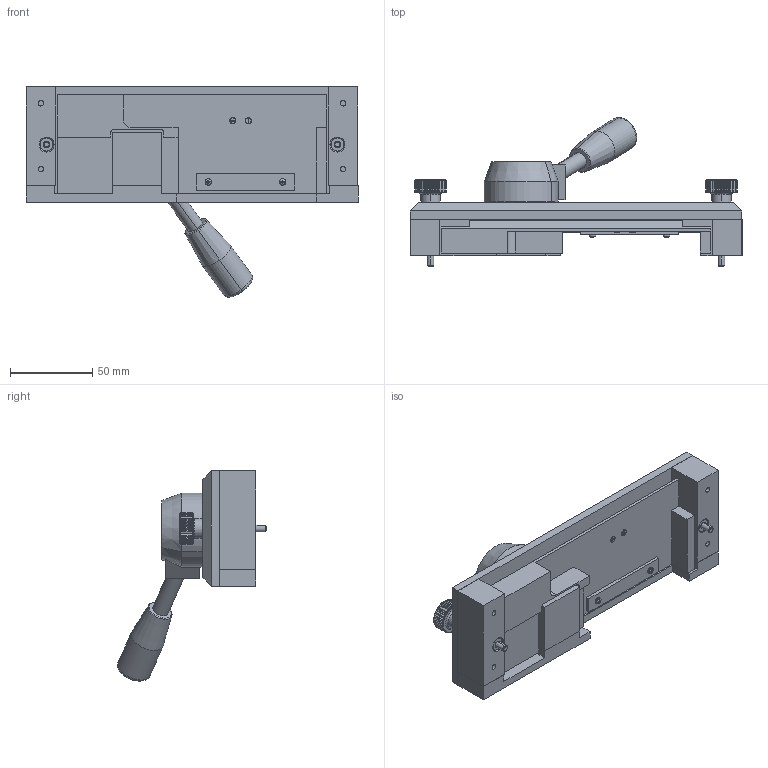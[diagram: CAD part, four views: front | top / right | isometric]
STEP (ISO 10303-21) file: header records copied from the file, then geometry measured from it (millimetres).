
FILE_DESCRIPTION (( 'STEP AP214' ), '1' );
FILE_NAME ('12306~2.STEP', '2017-12-13T09:48:12', ( '' ), ( '' ), 'SwSTEP 2.0', 'SolidWorks 2016', '' );
FILE_SCHEMA (( 'AUTOMOTIVE_DESIGN' ));
Length unit declared in the file: millimetre
Products named in the file (17): 2971~0; 2682~0; 4214~0; 11279~1; 1612~0; 3485~0; 4895~2_KUNDE<Default>; 4902~4_KUNDE<Default>; 4896~0_<Default>; 2788~3; 18442~0_KUNDE<Default>; 18443~1_KUNDE<Default>; 3426~0_S; 12306~2; 12342~0; 17196~0_S; 18304~0
Assembly tree (21 placements, depth 2):
  12306~2
    18443~1_KUNDE<Default>
    4895~2_KUNDE<Default>
    4896~0_<Default>  x2
    18442~0_KUNDE<Default>
    2788~3  x2
    4902~4_KUNDE<Default>
    18304~0
    17196~0_S
    4214~0
    12342~0
    1612~0
    3485~0
    11279~1  x2
    3426~0_S  x2
    2971~0  x2
    2682~0
Bounding box: 201.5 x 90.31 x 127.65 mm (x, y, z)
Volume: 361508.3 mm3; surface area: 109213.6 mm2
Topology: 21 solids, 21 shells, 967 faces, 2503 edges, 1615 vertices
Faces by surface type: plane 518, cylinder 258, bspline 71, cone 68, torus 46, sphere 6
Entity records: 33217 total; most frequent: CARTESIAN_POINT 13131, ORIENTED_EDGE 3532, DIRECTION 3172, EDGE_CURVE 1766, VERTEX_POINT 1150, AXIS2_PLACEMENT_3D 1130, VECTOR 912, LINE 912
